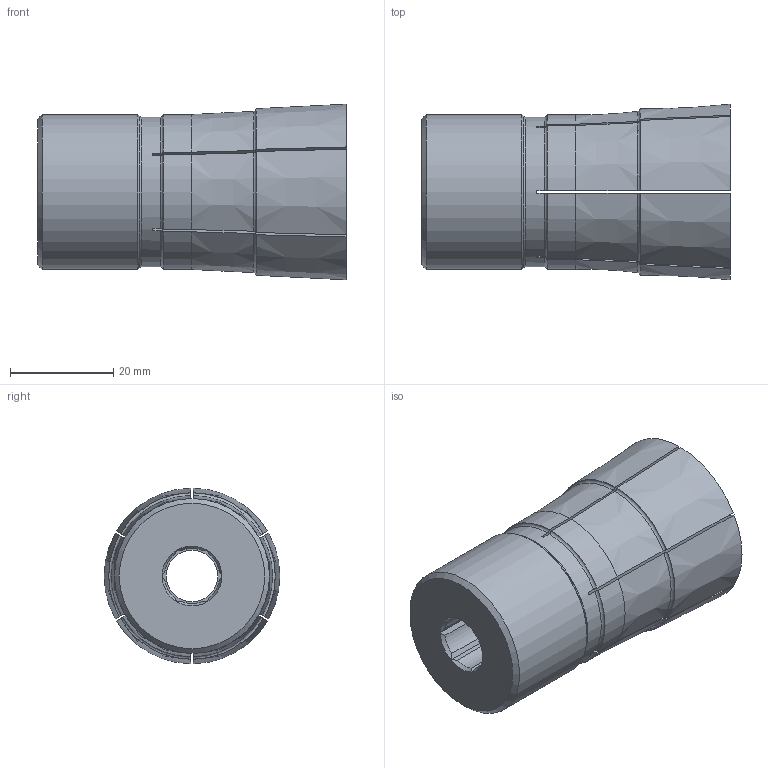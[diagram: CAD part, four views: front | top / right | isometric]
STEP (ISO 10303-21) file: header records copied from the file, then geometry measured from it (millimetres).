
FILE_DESCRIPTION(/* description */ ('STEP AP214'),/* implementation_level */ '2;1');
FILE_NAME(/* name */ '2429592_EAMH-145-24-C34',/* time_stamp */ '2024-08-26T22:15:26+02:00',/* author */ ('License CC BY-ND 4.0'),/* organization */ ('CADENAS'),/* preprocessor_version */ 'ST-DEVELOPER v19.3',/* originating_system */ 'PARTsolutions',/* authorisation */ ' ');
FILE_SCHEMA (('AUTOMOTIVE_DESIGN {1 0 10303 214 3 1 1}'));
Length unit declared in the file: millimetre
Products named in the file (1): 2429592 EAMH-145-24-C34
Bounding box: 59.8 x 34 x 34 mm (x, y, z)
Volume: 22933.3 mm3; surface area: 12771.4 mm2
Topology: 1 solids, 1 shells, 93 faces, 260 edges, 172 vertices
Faces by surface type: plane 47, cylinder 18, cone 15, torus 13
Full cylindrical faces by diameter (mm): 10 x1, 12.5 x1, 24 x1, 24.4 x1, 29 x1, 30 x1
Entity records: 3024 total; most frequent: CARTESIAN_POINT 690, ORIENTED_EDGE 494, DIRECTION 460, EDGE_CURVE 247, AXIS2_PLACEMENT_3D 179, VERTEX_POINT 169, EDGE_LOOP 108, FACE_BOUND 108
